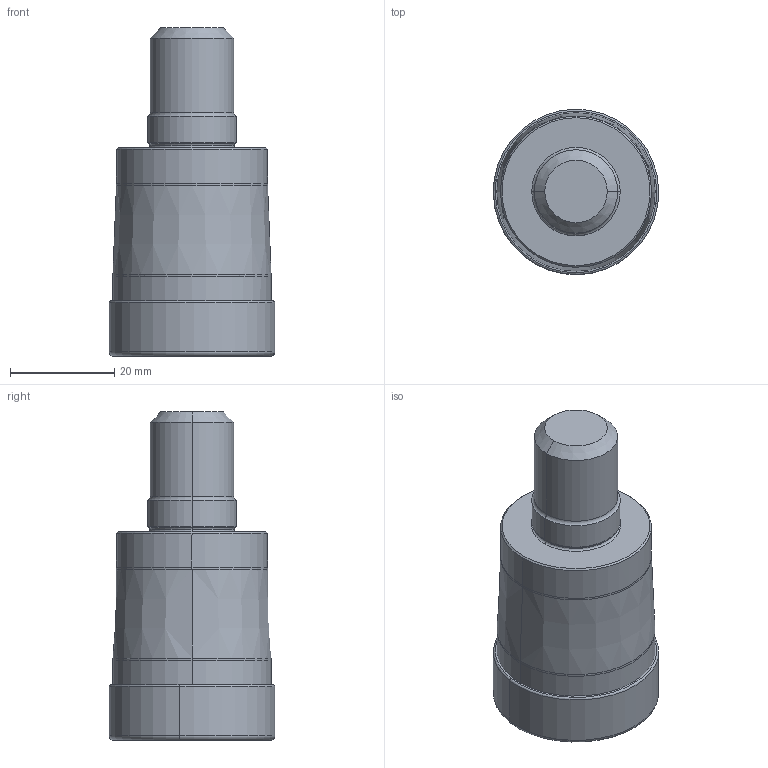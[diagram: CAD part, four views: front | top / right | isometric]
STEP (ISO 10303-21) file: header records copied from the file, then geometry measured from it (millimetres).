
FILE_DESCRIPTION(/* description */ (''),/* implementation_level */ '2;1');
FILE_NAME(/* name */ 'APX3000UR205AM16A40_IR0_031.stp',/* time_stamp */ '2021-09-08T11:45:46+09:00',/* author */ (''),/* organization */ (''),/* preprocessor_version */ 'ST-DEVELOPER v16',/* originating_system */ 'SIEMENS PLM Software NX 10.0',/* authorisation */ '');
FILE_SCHEMA (('AUTOMOTIVE_DESIGN { 1 0 10303 214 3 1 1 1 }'));
Length unit declared in the file: millimetre
Products named in the file (1): APX3000UR205AM16A40_IR0_031_ASM
Bounding box: 31.74 x 31.74 x 63 mm (x, y, z)
Volume: 37366.8 mm3; surface area: 8843.6 mm2
Topology: 2 solids, 2 shells, 115 faces, 289 edges, 217 vertices
Faces by surface type: torus 58, cone 20, revolution 14, cylinder 12, plane 9, bspline 2
Entity records: 4279 total; most frequent: CARTESIAN_POINT 1290, DIRECTION 681, ORIENTED_EDGE 508, AXIS2_PLACEMENT_3D 311, EDGE_CURVE 254, CIRCLE 201, VERTEX_POINT 144, EDGE_LOOP 118
